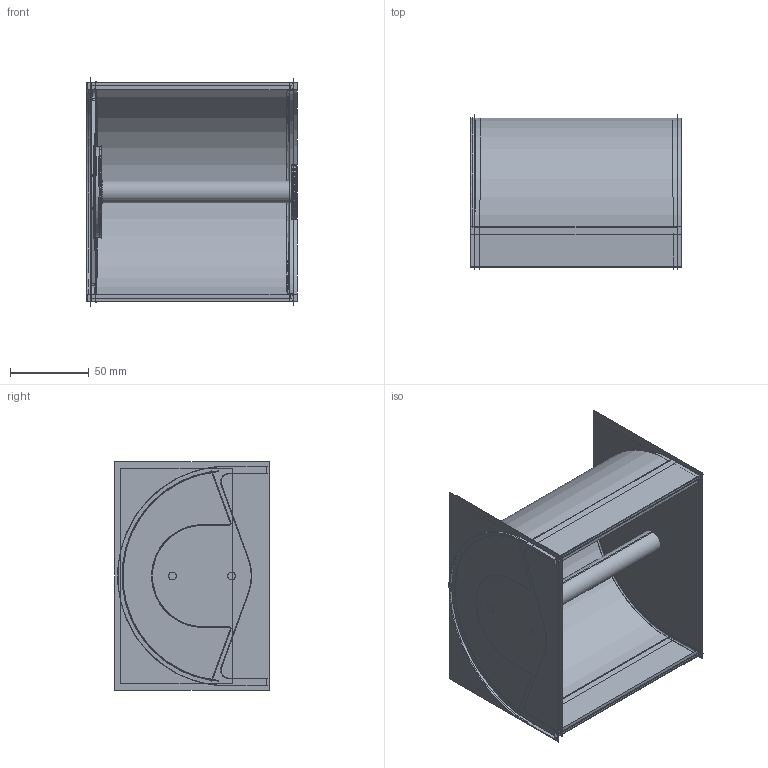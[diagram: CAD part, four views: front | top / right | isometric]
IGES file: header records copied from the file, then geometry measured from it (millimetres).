
Start section:  PTC IGES file: a44888.igs
Global section: file name: a44888.igs; native system: Creo Parametric by PTC Inc.; preprocessor: 2017380; author: gurkan.saylisoy; organization: Unknown; date: 20191122.145756; units: millimetre
Bounding box: 133.85 x 98.54 x 145.6 mm (x, y, z)
Surface area: 237998.3 mm2 (no closed solid volume)
Topology: 0 solids, 0 shells, 704 faces, 9673 edges, 12680 vertices
Faces by surface type: revolution 438, bspline 266
